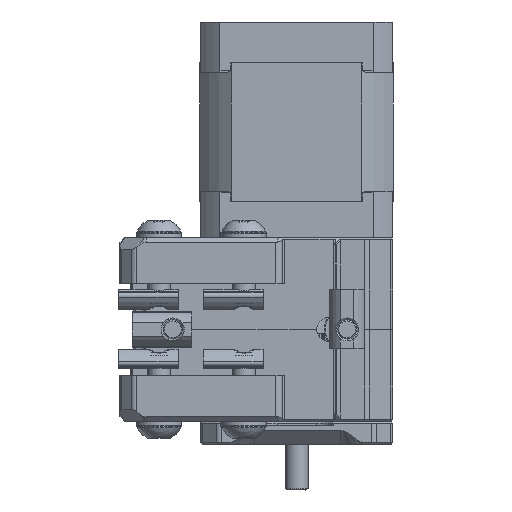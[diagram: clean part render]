
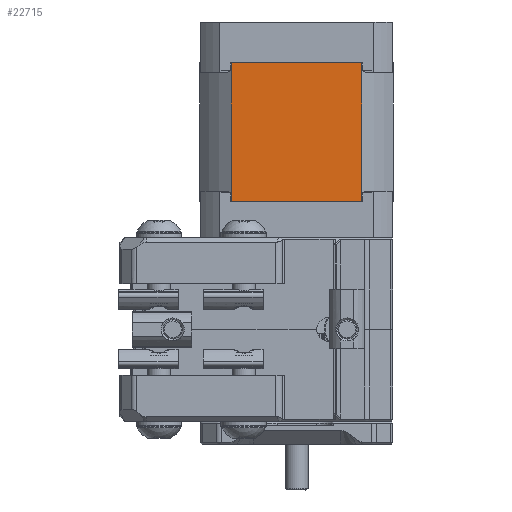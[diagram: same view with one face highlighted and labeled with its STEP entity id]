
A CAD part, left-side view. The second image highlights one B-rep face of the part: STEP entity #22715.
In plain terms, the highlighted planar face has unit normal (-1, 0, 0).
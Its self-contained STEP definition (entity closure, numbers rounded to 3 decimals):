
#1805=LINE('',#37218,#3613);
#1808=LINE('',#37229,#3616);
#1810=LINE('',#37238,#3618);
#1812=LINE('',#37242,#3620);
#1814=LINE('',#37245,#3622);
#2013=LINE('',#37919,#3821);
#2015=LINE('',#37926,#3823);
#2016=LINE('',#37928,#3824);
#2017=LINE('',#37930,#3825);
#2018=LINE('',#37932,#3826);
#2019=LINE('',#37934,#3827);
#2020=LINE('',#37935,#3828);
#3613=VECTOR('',#28291,30.2);
#3616=VECTOR('',#28300,0.1);
#3618=VECTOR('',#28308,0.1);
#3620=VECTOR('',#28314,5.724);
#3622=VECTOR('',#28318,5.724);
#3821=VECTOR('',#28973,17.012);
#3823=VECTOR('',#28981,0.1);
#3824=VECTOR('',#28982,5.724);
#3825=VECTOR('',#28983,30.2);
#3826=VECTOR('',#28984,5.724);
#3827=VECTOR('',#28985,0.1);
#3828=VECTOR('',#28986,17.012);
#5693=PLANE('',#24650);
#6534=FACE_OUTER_BOUND('',#7890,.T.);
#7890=EDGE_LOOP('',(#18078,#18079,#18080,#18081,#18082,#18083,#18084,#18085,
#18086,#18087,#18088,#18089));
#10563=VERTEX_POINT('',#37215);
#10564=VERTEX_POINT('',#37217);
#10568=VERTEX_POINT('',#37226);
#10569=VERTEX_POINT('',#37228);
#10572=VERTEX_POINT('',#37235);
#10573=VERTEX_POINT('',#37237);
#10790=VERTEX_POINT('',#37917);
#10792=VERTEX_POINT('',#37925);
#10793=VERTEX_POINT('',#37927);
#10794=VERTEX_POINT('',#37929);
#10795=VERTEX_POINT('',#37931);
#10796=VERTEX_POINT('',#37933);
#13075=EDGE_CURVE('',#10564,#10563,#1805,.T.);
#13080=EDGE_CURVE('',#10569,#10568,#1808,.T.);
#13084=EDGE_CURVE('',#10573,#10572,#1810,.T.);
#13087=EDGE_CURVE('',#10563,#10573,#1812,.T.);
#13089=EDGE_CURVE('',#10568,#10564,#1814,.T.);
#13410=EDGE_CURVE('',#10572,#10790,#2013,.T.);
#13413=EDGE_CURVE('',#10790,#10792,#2015,.T.);
#13414=EDGE_CURVE('',#10793,#10792,#2016,.T.);
#13415=EDGE_CURVE('',#10794,#10793,#2017,.T.);
#13416=EDGE_CURVE('',#10795,#10794,#2018,.T.);
#13417=EDGE_CURVE('',#10795,#10796,#2019,.T.);
#13418=EDGE_CURVE('',#10796,#10569,#2020,.T.);
#18078=ORIENTED_EDGE('',*,*,#13410,.T.);
#18079=ORIENTED_EDGE('',*,*,#13413,.T.);
#18080=ORIENTED_EDGE('',*,*,#13414,.F.);
#18081=ORIENTED_EDGE('',*,*,#13415,.F.);
#18082=ORIENTED_EDGE('',*,*,#13416,.F.);
#18083=ORIENTED_EDGE('',*,*,#13417,.T.);
#18084=ORIENTED_EDGE('',*,*,#13418,.T.);
#18085=ORIENTED_EDGE('',*,*,#13080,.T.);
#18086=ORIENTED_EDGE('',*,*,#13089,.T.);
#18087=ORIENTED_EDGE('',*,*,#13075,.T.);
#18088=ORIENTED_EDGE('',*,*,#13087,.T.);
#18089=ORIENTED_EDGE('',*,*,#13084,.T.);
#22715=ADVANCED_FACE('',(#6534),#5693,.T.);
#24650=AXIS2_PLACEMENT_3D('',#37924,#28979,#28980);
#28291=DIRECTION('',(0.,0.,-1.));
#28300=DIRECTION('',(0.,0.,-1.));
#28308=DIRECTION('',(0.,0.,-1.));
#28314=DIRECTION('',(0.,-1.,0.));
#28318=DIRECTION('',(0.,1.,0.));
#28973=DIRECTION('',(0.,-1.,0.));
#28979=DIRECTION('center_axis',(-1.,0.,0.));
#28980=DIRECTION('ref_axis',(0.,0.,1.));
#28981=DIRECTION('',(0.,0.,1.));
#28982=DIRECTION('',(0.,1.,0.));
#28983=DIRECTION('',(0.,0.,-1.));
#28984=DIRECTION('',(0.,-1.,0.));
#28985=DIRECTION('',(0.,0.,1.));
#28986=DIRECTION('',(0.,1.,0.));
#37215=CARTESIAN_POINT('',(-21.1,14.23,-19.54));
#37217=CARTESIAN_POINT('',(-21.1,14.23,10.66));
#37218=CARTESIAN_POINT('',(-21.1,14.23,10.66));
#37226=CARTESIAN_POINT('',(-21.1,8.506,10.66));
#37228=CARTESIAN_POINT('',(-21.1,8.506,10.76));
#37229=CARTESIAN_POINT('',(-21.1,8.506,10.76));
#37235=CARTESIAN_POINT('',(-21.1,8.506,-19.64));
#37237=CARTESIAN_POINT('',(-21.1,8.506,-19.54));
#37238=CARTESIAN_POINT('',(-21.1,8.506,-19.54));
#37242=CARTESIAN_POINT('',(-21.1,14.23,-19.54));
#37245=CARTESIAN_POINT('',(-21.1,8.506,10.66));
#37917=CARTESIAN_POINT('',(-21.1,-8.506,-19.64));
#37919=CARTESIAN_POINT('',(-21.1,8.506,-19.64));
#37924=CARTESIAN_POINT('Origin',(-21.1,-14.231,-19.641));
#37925=CARTESIAN_POINT('',(-21.1,-8.506,-19.54));
#37926=CARTESIAN_POINT('',(-21.1,-8.506,-19.64));
#37927=CARTESIAN_POINT('',(-21.1,-14.23,-19.54));
#37928=CARTESIAN_POINT('',(-21.1,-14.23,-19.54));
#37929=CARTESIAN_POINT('',(-21.1,-14.23,10.66));
#37930=CARTESIAN_POINT('',(-21.1,-14.23,10.66));
#37931=CARTESIAN_POINT('',(-21.1,-8.506,10.66));
#37932=CARTESIAN_POINT('',(-21.1,-8.506,10.66));
#37933=CARTESIAN_POINT('',(-21.1,-8.506,10.76));
#37934=CARTESIAN_POINT('',(-21.1,-8.506,10.66));
#37935=CARTESIAN_POINT('',(-21.1,-8.506,10.76));
